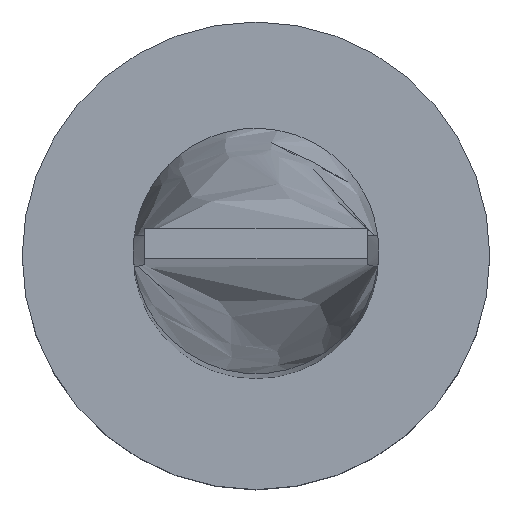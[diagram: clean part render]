
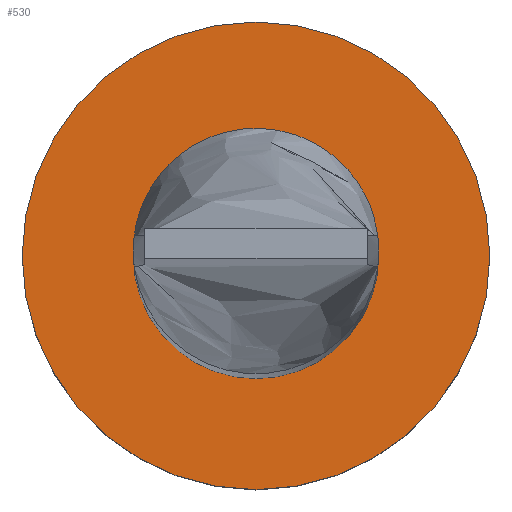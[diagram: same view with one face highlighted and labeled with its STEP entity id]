
A CAD part, top view. The second image highlights one B-rep face of the part: STEP entity #530.
In plain terms, the highlighted planar face has unit normal (0, 0, 1).
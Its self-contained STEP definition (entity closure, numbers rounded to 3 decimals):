
#19 = ORIENTED_EDGE ( 'NONE', *, *, #226, .T. ) ;
#36 = ORIENTED_EDGE ( 'NONE', *, *, #455, .F. ) ;
#48 = AXIS2_PLACEMENT_3D ( 'NONE', #209, #254, #504 ) ;
#58 = AXIS2_PLACEMENT_3D ( 'NONE', #358, #237, #496 ) ;
#67 = PLANE ( 'NONE',  #48 ) ;
#70 = DIRECTION ( 'NONE',  ( 0., 0., 1. ) ) ;
#87 = AXIS2_PLACEMENT_3D ( 'NONE', #235, #450, #363 ) ;
#99 = CARTESIAN_POINT ( 'NONE',  ( -4., 0., 3. ) ) ;
#104 = CIRCLE ( 'NONE', #193, 2.1 ) ;
#106 = CARTESIAN_POINT ( 'NONE',  ( 2.1, 0., 3. ) ) ;
#124 = CIRCLE ( 'NONE', #58, 4. ) ;
#149 = CIRCLE ( 'NONE', #281, 2.1 ) ;
#179 = EDGE_LOOP ( 'NONE', ( #19, #473 ) ) ;
#193 = AXIS2_PLACEMENT_3D ( 'NONE', #256, #70, #508 ) ;
#198 = EDGE_CURVE ( 'NONE', #514, #300, #274, .T. ) ;
#209 = CARTESIAN_POINT ( 'NONE',  ( 0., 0., 3. ) ) ;
#226 = EDGE_CURVE ( 'NONE', #300, #514, #124, .T. ) ;
#228 = ORIENTED_EDGE ( 'NONE', *, *, #445, .F. ) ;
#235 = CARTESIAN_POINT ( 'NONE',  ( 0., 0., 3. ) ) ;
#237 = DIRECTION ( 'NONE',  ( 0., 0., 1. ) ) ;
#243 = CARTESIAN_POINT ( 'NONE',  ( 0., 0., 3. ) ) ;
#254 = DIRECTION ( 'NONE',  ( 0., 0., 1. ) ) ;
#256 = CARTESIAN_POINT ( 'NONE',  ( 0., 0., 3. ) ) ;
#274 = CIRCLE ( 'NONE', #87, 4. ) ;
#281 = AXIS2_PLACEMENT_3D ( 'NONE', #243, #334, #456 ) ;
#284 = CARTESIAN_POINT ( 'NONE',  ( 4., 0., 3. ) ) ;
#300 = VERTEX_POINT ( 'NONE', #99 ) ;
#306 = VERTEX_POINT ( 'NONE', #497 ) ;
#334 = DIRECTION ( 'NONE',  ( 0., 0., 1. ) ) ;
#358 = CARTESIAN_POINT ( 'NONE',  ( 0., 0., 3. ) ) ;
#363 = DIRECTION ( 'NONE',  ( 1., 0., 0. ) ) ;
#418 = VERTEX_POINT ( 'NONE', #106 ) ;
#426 = FACE_OUTER_BOUND ( 'NONE', #179, .T. ) ;
#430 = EDGE_LOOP ( 'NONE', ( #228, #36 ) ) ;
#445 = EDGE_CURVE ( 'NONE', #306, #418, #149, .T. ) ;
#450 = DIRECTION ( 'NONE',  ( 0., 0., 1. ) ) ;
#455 = EDGE_CURVE ( 'NONE', #418, #306, #104, .T. ) ;
#456 = DIRECTION ( 'NONE',  ( 1., 0., 0. ) ) ;
#473 = ORIENTED_EDGE ( 'NONE', *, *, #198, .T. ) ;
#496 = DIRECTION ( 'NONE',  ( 1., 0., 0. ) ) ;
#497 = CARTESIAN_POINT ( 'NONE',  ( -2.1, 0., 3. ) ) ;
#504 = DIRECTION ( 'NONE',  ( 1., 0., 0. ) ) ;
#508 = DIRECTION ( 'NONE',  ( 1., 0., 0. ) ) ;
#514 = VERTEX_POINT ( 'NONE', #284 ) ;
#530 = ADVANCED_FACE ( 'NONE', ( #556, #426 ), #67, .T. ) ;
#556 = FACE_BOUND ( 'NONE', #430, .T. ) ;
